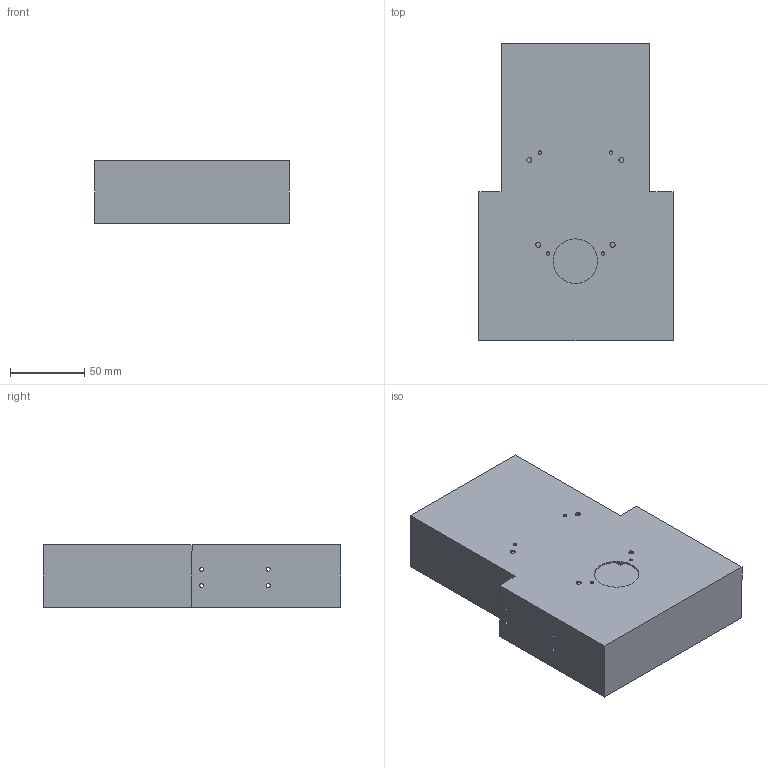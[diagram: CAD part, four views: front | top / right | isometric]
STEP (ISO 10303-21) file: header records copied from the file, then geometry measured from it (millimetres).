
FILE_DESCRIPTION(/* description */ (''),/* implementation_level */ '2;1');
FILE_NAME(/* name */ 'Brain MDF.step',/* time_stamp */ '2023-01-15T23:06:19-03:00',/* author */ (''),/* organization */ (''),/* preprocessor_version */ 'ST-DEVELOPER v19.2',/* originating_system */ 'Autodesk Translation Framework v11.17.0.187',/* authorisation */ '');
FILE_SCHEMA (('AUTOMOTIVE_DESIGN { 1 0 10303 214 3 1 1 }'));
Length unit declared in the file: millimetre
Products named in the file (1): _Brain
Bounding box: 130.63 x 200.25 x 42 mm (x, y, z)
Volume: 134350.1 mm3; surface area: 140253.6 mm2
Topology: 1 solids, 1 shells, 70 faces, 202 edges, 132 vertices
Faces by surface type: plane 35, cylinder 25, bspline 10
Full cylindrical faces by diameter (mm): 2.3 x4, 2.6 x8, 3 x2, 3.4 x4, 3.6 x4, 5 x2, 30 x1
Entity records: 2570 total; most frequent: CARTESIAN_POINT 609, ORIENTED_EDGE 404, DIRECTION 354, EDGE_CURVE 202, LINE 132, VECTOR 132, VERTEX_POINT 132, EDGE_LOOP 120
